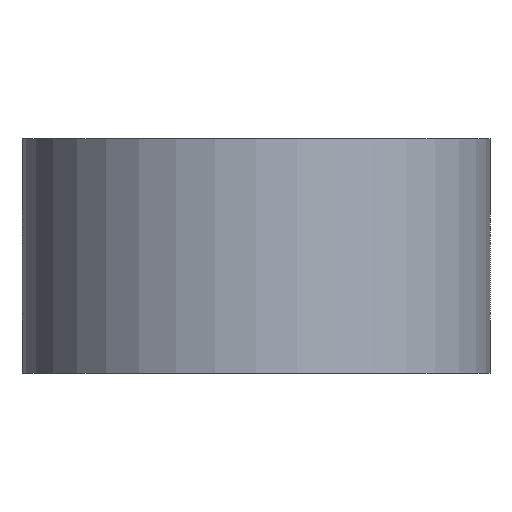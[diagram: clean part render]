
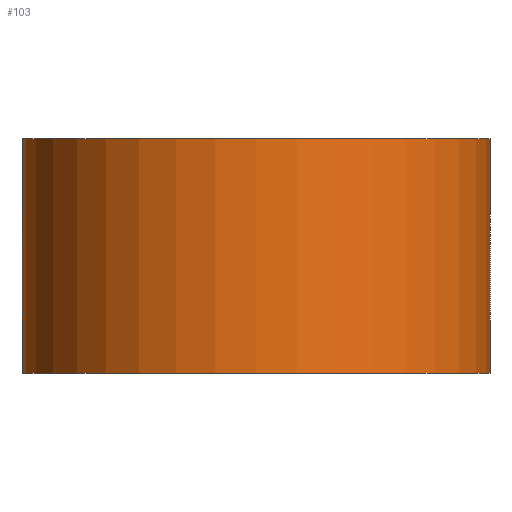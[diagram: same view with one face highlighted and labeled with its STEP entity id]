
A CAD part, front view. The second image highlights one B-rep face of the part: STEP entity #103.
In plain terms, the highlighted cylindrical face has radius 5 mm (diameter 10 mm), a partial arc.
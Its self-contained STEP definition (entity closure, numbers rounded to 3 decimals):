
#2 = VERTEX_POINT ( 'NONE', #283 ) ;
#10 = CARTESIAN_POINT ( 'NONE',  ( -5., -152.069, 2.5 ) ) ;
#36 = EDGE_CURVE ( 'NONE', #166, #169, #97, .T. ) ;
#40 = CARTESIAN_POINT ( 'NONE',  ( -5., -152.069, 2.5 ) ) ;
#56 = CIRCLE ( 'NONE', #348, 5. ) ;
#61 = DIRECTION ( 'NONE',  ( 1., 0., 0. ) ) ;
#64 = ORIENTED_EDGE ( 'NONE', *, *, #36, .T. ) ;
#74 = DIRECTION ( 'NONE',  ( 1., 0., 0. ) ) ;
#97 = LINE ( 'NONE', #10, #286 ) ;
#103 = ADVANCED_FACE ( 'NONE', ( #346 ), #129, .T. ) ;
#105 = LINE ( 'NONE', #256, #122 ) ;
#122 = VECTOR ( 'NONE', #226, 1000. ) ;
#123 = EDGE_CURVE ( 'NONE', #318, #2, #105, .T. ) ;
#126 = EDGE_CURVE ( 'NONE', #169, #2, #206, .T. ) ;
#129 = CYLINDRICAL_SURFACE ( 'NONE', #344, 5. ) ;
#166 = VERTEX_POINT ( 'NONE', #40 ) ;
#167 = ORIENTED_EDGE ( 'NONE', *, *, #246, .F. ) ;
#169 = VERTEX_POINT ( 'NONE', #314 ) ;
#173 = ORIENTED_EDGE ( 'NONE', *, *, #126, .T. ) ;
#179 = DIRECTION ( 'NONE',  ( 0., 0., -1. ) ) ;
#205 = DIRECTION ( 'NONE',  ( 0., 0., 1. ) ) ;
#206 = CIRCLE ( 'NONE', #237, 5. ) ;
#211 = CARTESIAN_POINT ( 'NONE',  ( 0., -152.069, 2.5 ) ) ;
#225 = CARTESIAN_POINT ( 'NONE',  ( 0., -152.069, 2.5 ) ) ;
#226 = DIRECTION ( 'NONE',  ( 0., 0., -1. ) ) ;
#237 = AXIS2_PLACEMENT_3D ( 'NONE', #350, #205, #74 ) ;
#246 = EDGE_CURVE ( 'NONE', #166, #318, #56, .T. ) ;
#256 = CARTESIAN_POINT ( 'NONE',  ( 5., -152.069, 2.5 ) ) ;
#260 = DIRECTION ( 'NONE',  ( 0., 0., -1. ) ) ;
#262 = ORIENTED_EDGE ( 'NONE', *, *, #123, .F. ) ;
#283 = CARTESIAN_POINT ( 'NONE',  ( 5., -152.069, -2.5 ) ) ;
#286 = VECTOR ( 'NONE', #179, 1000. ) ;
#295 = DIRECTION ( 'NONE',  ( -1., 0., 0. ) ) ;
#304 = DIRECTION ( 'NONE',  ( 0., 0., 1. ) ) ;
#314 = CARTESIAN_POINT ( 'NONE',  ( -5., -152.069, -2.5 ) ) ;
#318 = VERTEX_POINT ( 'NONE', #332 ) ;
#332 = CARTESIAN_POINT ( 'NONE',  ( 5., -152.069, 2.5 ) ) ;
#335 = EDGE_LOOP ( 'NONE', ( #173, #262, #167, #64 ) ) ;
#344 = AXIS2_PLACEMENT_3D ( 'NONE', #211, #260, #295 ) ;
#346 = FACE_OUTER_BOUND ( 'NONE', #335, .T. ) ;
#348 = AXIS2_PLACEMENT_3D ( 'NONE', #225, #304, #61 ) ;
#350 = CARTESIAN_POINT ( 'NONE',  ( 0., -152.069, -2.5 ) ) ;
